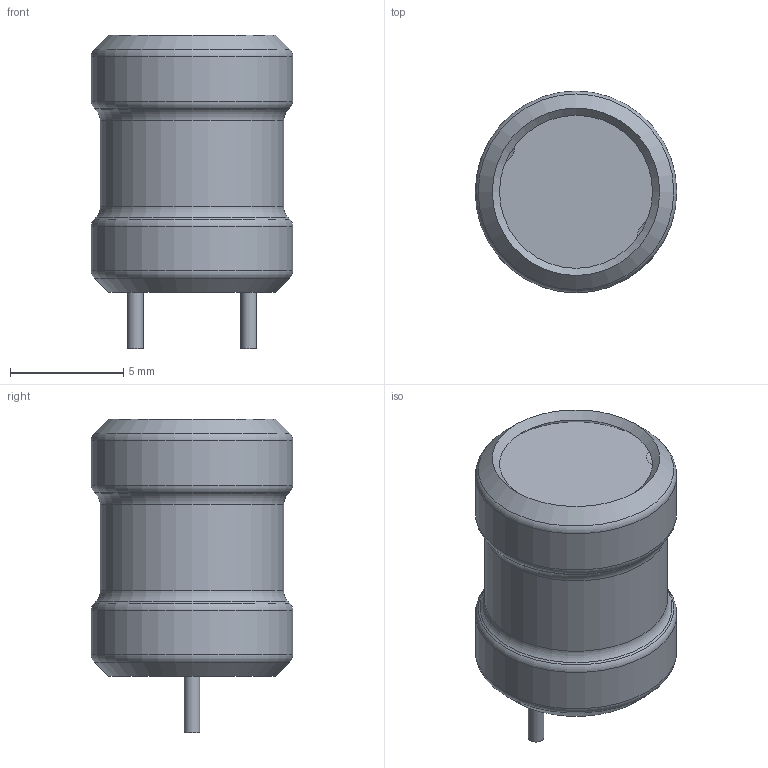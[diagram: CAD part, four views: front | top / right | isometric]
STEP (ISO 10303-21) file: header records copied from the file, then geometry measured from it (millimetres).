
FILE_DESCRIPTION(('STEP AP214'), '1');
FILE_NAME('IND_RAD', '', ('UNSPECIFIED'), ('UNSPECIFIED'), 'UNSPECIFIED', 'UNSPECIFIED', '');
FILE_SCHEMA(('AUTOMOTIVE_DESIGN { 1 0 10303 214 3 1 1}'));
Length unit declared in the file: millimetre
Assembly tree (1 placements, depth 2):
  (unnamed)
    (unnamed)
Bounding box: 8.9 x 8.9 x 13.85 mm (x, y, z)
Volume: 584.7 mm3; surface area: 1211.9 mm2
Topology: 5 solids, 5 shells, 69 faces, 131 edges, 74 vertices
Faces by surface type: cone 26, cylinder 21, plane 12, torus 10
Full cylindrical faces by diameter (mm): 0.7 x4, 3.556 x2, 7.2 x2, 8 x2, 8.1 x1, 8.9 x2
Entity records: 2330 total; most frequent: CARTESIAN_POINT 371, DIRECTION 298, ORIENTED_EDGE 196, AXIS2_PLACEMENT_3D 145, EDGE_LOOP 108, EDGE_CURVE 98, COLOUR_RGB 74, FILL_AREA_STYLE_COLOUR 74
